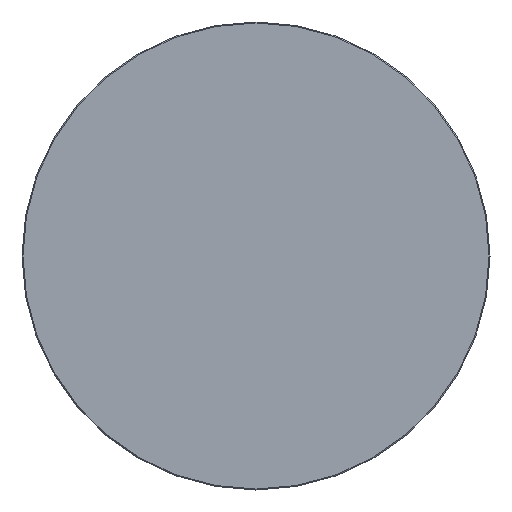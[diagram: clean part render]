
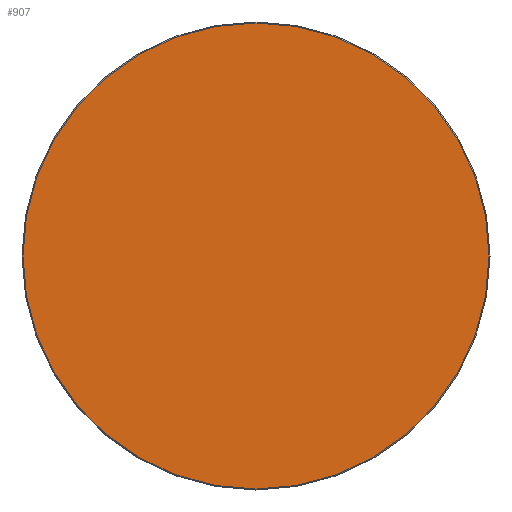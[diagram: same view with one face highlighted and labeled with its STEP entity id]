
A CAD part, left-side view. The second image highlights one B-rep face of the part: STEP entity #907.
In plain terms, the highlighted planar face has unit normal (-1, 0, 0).
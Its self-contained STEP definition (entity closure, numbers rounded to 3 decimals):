
#5 = ORIENTED_EDGE ( 'NONE', *, *, #1056, .T. ) ;
#7 = CARTESIAN_POINT ( 'NONE',  ( 0., 0., 0. ) ) ;
#56 = DIRECTION ( 'NONE',  ( 1., 0., 0. ) ) ;
#439 = DIRECTION ( 'NONE',  ( -1., 0., 0. ) ) ;
#519 = CARTESIAN_POINT ( 'NONE',  ( 0., 0., -70.7 ) ) ;
#598 = EDGE_LOOP ( 'NONE', ( #1770, #5 ) ) ;
#661 = AXIS2_PLACEMENT_3D ( 'NONE', #7, #56, #1903 ) ;
#766 = FACE_OUTER_BOUND ( 'NONE', #598, .T. ) ;
#853 = CIRCLE ( 'NONE', #1604, 70.7 ) ;
#907 = ADVANCED_FACE ( 'NONE', ( #766 ), #1868, .F. ) ;
#950 = DIRECTION ( 'NONE',  ( 0., 0., 1. ) ) ;
#1012 = CIRCLE ( 'NONE', #1111, 70.7 ) ;
#1056 = EDGE_CURVE ( 'NONE', #1242, #2049, #1012, .T. ) ;
#1104 = EDGE_CURVE ( 'NONE', #2049, #1242, #853, .T. ) ;
#1111 = AXIS2_PLACEMENT_3D ( 'NONE', #1457, #439, #1114 ) ;
#1114 = DIRECTION ( 'NONE',  ( 0., 0., 1. ) ) ;
#1207 = CARTESIAN_POINT ( 'NONE',  ( 0., 0., 70.7 ) ) ;
#1242 = VERTEX_POINT ( 'NONE', #1207 ) ;
#1457 = CARTESIAN_POINT ( 'NONE',  ( 0., 0., 0. ) ) ;
#1604 = AXIS2_PLACEMENT_3D ( 'NONE', #1952, #1793, #950 ) ;
#1770 = ORIENTED_EDGE ( 'NONE', *, *, #1104, .T. ) ;
#1793 = DIRECTION ( 'NONE',  ( -1., 0., 0. ) ) ;
#1868 = PLANE ( 'NONE',  #661 ) ;
#1903 = DIRECTION ( 'NONE',  ( 0., 0., -1. ) ) ;
#1952 = CARTESIAN_POINT ( 'NONE',  ( 0., 0., 0. ) ) ;
#2049 = VERTEX_POINT ( 'NONE', #519 ) ;
